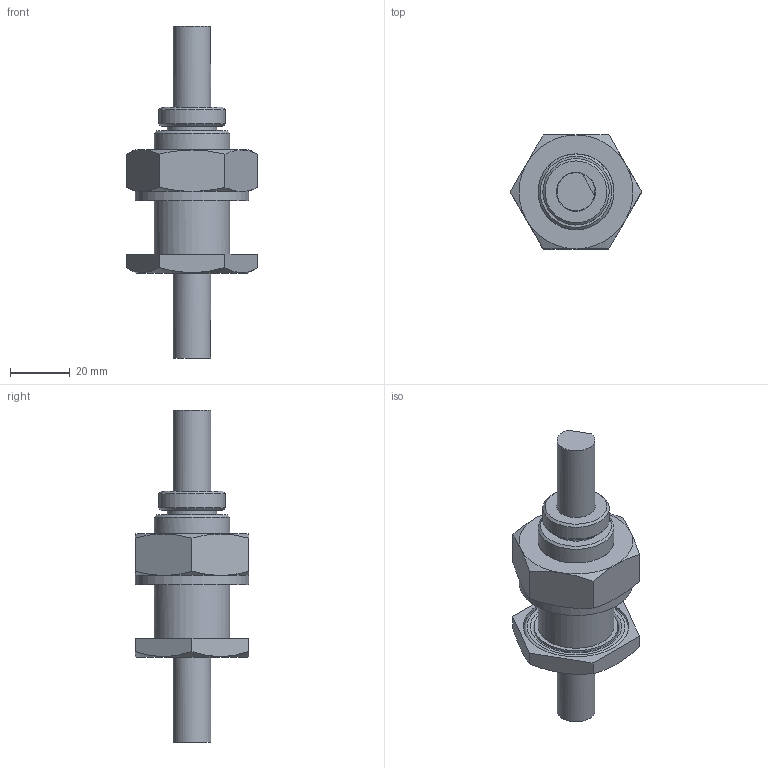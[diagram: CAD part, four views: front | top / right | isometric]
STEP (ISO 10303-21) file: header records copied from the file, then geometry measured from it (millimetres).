
FILE_DESCRIPTION(/* description */ (''),/* implementation_level */ '2;1');
FILE_NAME(/* name */ '2002014b.stp',/* time_stamp */ '2019-07-12T07:42:17-04:00',/* author */ ('Glen_C'),/* organization */ (''),/* preprocessor_version */ 'ST-DEVELOPER v16.13',/* originating_system */ 'Autodesk Inventor 2018',/* authorisation */ '');
FILE_SCHEMA (('AUTOMOTIVE_DESIGN { 1 0 10303 214 3 1 1 }'));
Length unit declared in the file: inch
Products named in the file (1): 2002014_S
Bounding box: 43.99 x 38.1 x 111.12 mm (x, y, z)
Volume: 49526 mm3; surface area: 18939.6 mm2
Topology: 1 solids, 1 shells, 106 faces, 229 edges, 143 vertices
Faces by surface type: plane 40, cone 29, cylinder 29, torus 8
Full cylindrical faces by diameter (mm): 3.175 x3, 12.675 x3, 12.7 x1, 13.081 x2, 15.748 x2, 15.875 x1, 16.027 x1, 16.51 x2, 16.535 x1, 17.958 x1, 22.225 x1, 25.349 x2, 25.4 x2, 28.194 x1, 28.372 x1, 34.925 x1, 35.306 x1, 38.1 x1
Entity records: 3460 total; most frequent: CARTESIAN_POINT 1268, DIRECTION 426, ORIENTED_EDGE 338, AXIS2_PLACEMENT_3D 199, EDGE_LOOP 176, EDGE_CURVE 169, VERTEX_POINT 129, STYLED_ITEM 107
